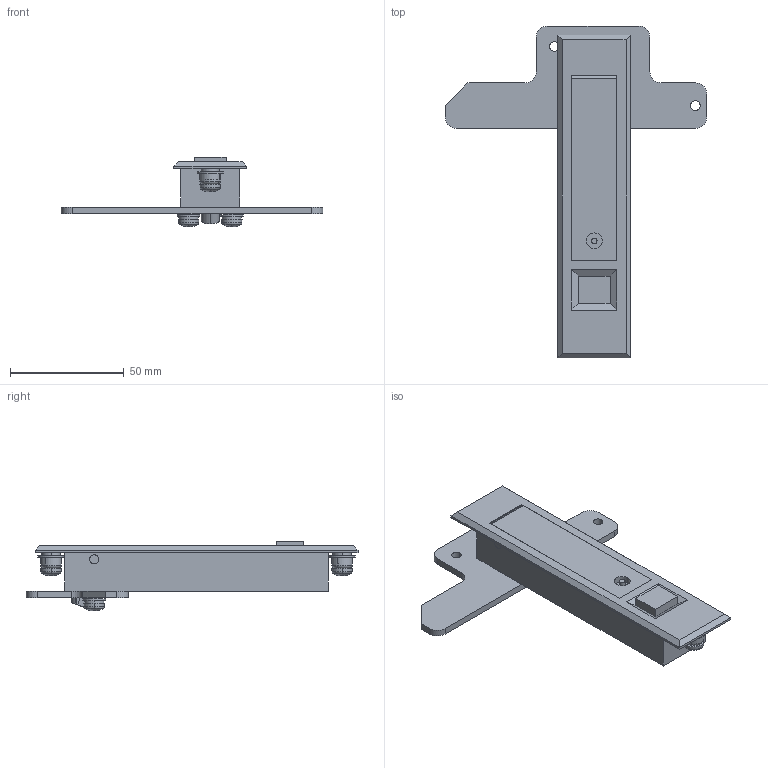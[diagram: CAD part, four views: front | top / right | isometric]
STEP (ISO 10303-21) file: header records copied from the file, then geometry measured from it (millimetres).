
FILE_DESCRIPTION (( 'STEP AP203' ), '1' );
FILE_NAME ('A-1260-1.STEP', '2020-10-01T05:08:40', ( '' ), ( '' ), 'SwSTEP 2.0', 'SolidWorks 2018', '' );
FILE_SCHEMA (( 'CONFIG_CONTROL_DESIGN' ));
Length unit declared in the file: millimetre
Products named in the file (9): A-1260-1_止め金_; A-1260-1; A-1260-1_押しボタン_; A-1260-1_シャフト_; A-1260-1_オワンワッシャー_; A-1260-1_ハンドル_; A-1260-1_十字穴付小ねじ_内径基準ver1.03_M5x8十字穴付なべ小ねじ(SUS)ダブルセムス(P3); A-1260-1_十字穴付小ねじ_内径基準ver1.03_M5×5十字穴付なべ小ねじ(SUS); A-1260-1_ケース__公開用
Assembly tree (11 placements, depth 2):
  A-1260-1
    A-1260-1_ケース__公開用
    A-1260-1_ハンドル_
    A-1260-1_シャフト_
    A-1260-1_押しボタン_
    A-1260-1_止め金_
    A-1260-1_十字穴付小ねじ_内径基準ver1.03_M5×5十字穴付なべ小ねじ(SUS)  x2
    A-1260-1_十字穴付小ねじ_内径基準ver1.03_M5x8十字穴付なべ小ねじ(SUS)ダブルセムス(P3)  x2
    A-1260-1_オワンワッシャー_  x2
Bounding box: 115 x 146 x 30.66 mm (x, y, z)
Volume: 58470.4 mm3; surface area: 36349.8 mm2
Topology: 11 solids, 11 shells, 395 faces, 996 edges, 637 vertices
Faces by surface type: plane 197, cylinder 138, torus 20, cone 16, sphere 12, bspline 12
Entity records: 10526 total; most frequent: CARTESIAN_POINT 2178, DIRECTION 1570, ORIENTED_EDGE 1520, EDGE_CURVE 760, AXIS2_PLACEMENT_3D 575, VERTEX_POINT 485, VECTOR 420, LINE 420
